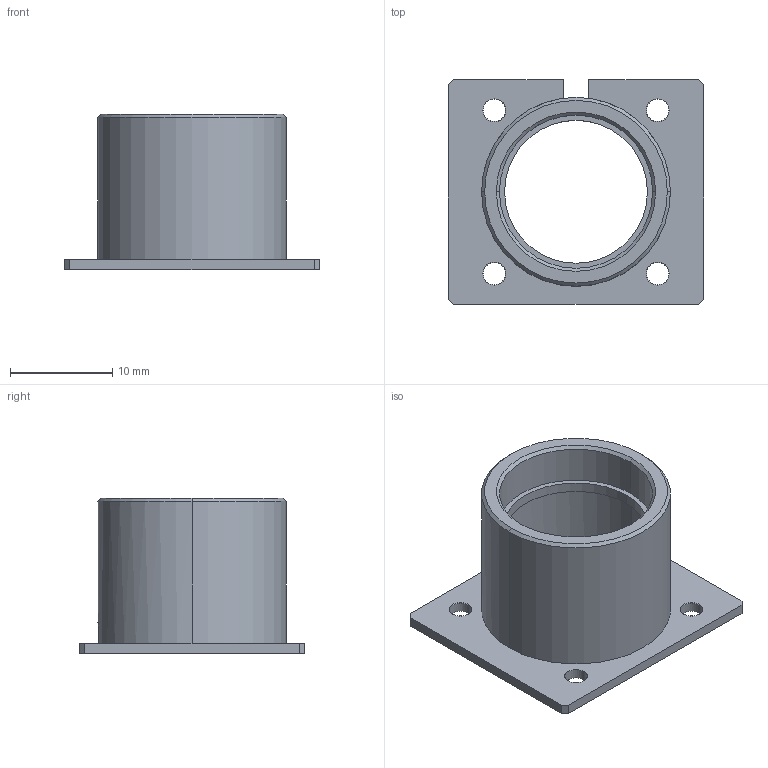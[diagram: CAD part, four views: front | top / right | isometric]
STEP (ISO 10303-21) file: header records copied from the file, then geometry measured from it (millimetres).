
FILE_DESCRIPTION (( 'STEP AP214' ), '1' );
FILE_NAME ('C-Axis_BearingHolder.STEP', '2023-11-05T07:11:52', ( '' ), ( '' ), 'SwSTEP 2.0', 'SolidWorks 2023', '' );
FILE_SCHEMA (( 'AUTOMOTIVE_DESIGN' ));
Length unit declared in the file: millimetre
Products named in the file (1): C-Axis_BearingHolder
Bounding box: 25 x 22 x 15.2 mm (x, y, z)
Volume: 1542.8 mm3; surface area: 2396.2 mm2
Topology: 1 solids, 1 shells, 51 faces, 130 edges, 82 vertices
Faces by surface type: plane 19, cone 16, cylinder 16
Entity records: 1595 total; most frequent: CARTESIAN_POINT 288, DIRECTION 278, ORIENTED_EDGE 260, EDGE_CURVE 130, AXIS2_PLACEMENT_3D 104, VERTEX_POINT 82, VECTOR 70, LINE 70
